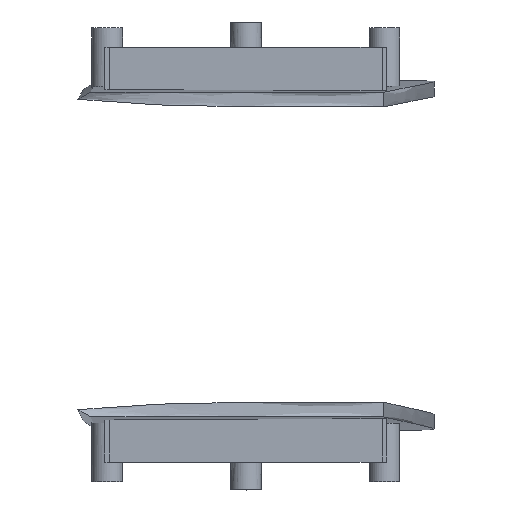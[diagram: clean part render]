
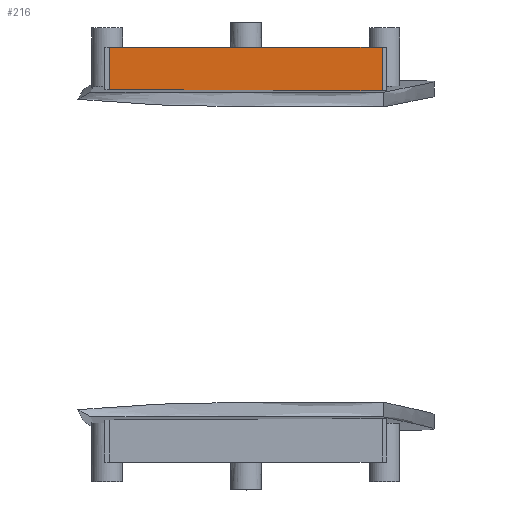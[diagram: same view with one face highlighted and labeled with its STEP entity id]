
A CAD part, top view. The second image highlights one B-rep face of the part: STEP entity #216.
In plain terms, the highlighted planar face has unit normal (0, 0, 1).
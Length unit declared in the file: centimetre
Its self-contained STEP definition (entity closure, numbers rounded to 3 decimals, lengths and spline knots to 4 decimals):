
#216=ADVANCED_FACE('',(#416),#2769,.T.);
#416=FACE_OUTER_BOUND('',#616,.T.);
#616=EDGE_LOOP('',(#920,#921,#922,#923));
#920=ORIENTED_EDGE('',*,*,#1699,.F.);
#921=ORIENTED_EDGE('',*,*,#1698,.F.);
#922=ORIENTED_EDGE('',*,*,#1697,.F.);
#923=ORIENTED_EDGE('',*,*,#1696,.F.);
#1696=EDGE_CURVE('',#2468,#2469,#2106,.T.);
#1697=EDGE_CURVE('',#2469,#2470,#2107,.T.);
#1698=EDGE_CURVE('',#2470,#2471,#2108,.T.);
#1699=EDGE_CURVE('',#2471,#2468,#2109,.T.);
#2106=B_SPLINE_CURVE_WITH_KNOTS('',1,(#4189,#4190),.UNSPECIFIED.,.F.,.F.,
(2,2),(0.,1.),.UNSPECIFIED.);
#2107=B_SPLINE_CURVE_WITH_KNOTS('',1,(#4191,#4192),.UNSPECIFIED.,.F.,.F.,
(2,2),(0.1323,1.1984),.UNSPECIFIED.);
#2108=B_SPLINE_CURVE_WITH_KNOTS('',1,(#4193,#4194),.UNSPECIFIED.,.F.,.F.,
(2,2),(-1.,0.),.UNSPECIFIED.);
#2109=B_SPLINE_CURVE_WITH_KNOTS('',1,(#4195,#4196),.UNSPECIFIED.,.F.,.F.,
(2,2),(-1.1984,-0.1323),.UNSPECIFIED.);
#2468=VERTEX_POINT('',#4181);
#2469=VERTEX_POINT('',#4182);
#2470=VERTEX_POINT('',#4183);
#2471=VERTEX_POINT('',#4184);
#2769=PLANE('',#2989);
#2989=AXIS2_PLACEMENT_3D('',#4175,#3158,$);
#3158=DIRECTION('',(0.,0.,1.));
#4175=CARTESIAN_POINT('',(-378.1843,432.214,-10.4077));
#4181=CARTESIAN_POINT('',(-378.1843,431.3231,-10.4077));
#4182=CARTESIAN_POINT('',(-383.748,431.3479,-10.4077));
#4183=CARTESIAN_POINT('',(-383.748,432.214,-10.4077));
#4184=CARTESIAN_POINT('',(-378.1843,432.214,-10.4077));
#4189=CARTESIAN_POINT('',(-378.1843,431.3231,-10.4077));
#4190=CARTESIAN_POINT('',(-383.748,431.3479,-10.4077));
#4191=CARTESIAN_POINT('',(-383.748,431.3479,-10.4077));
#4192=CARTESIAN_POINT('',(-383.748,432.214,-10.4077));
#4193=CARTESIAN_POINT('',(-383.748,432.214,-10.4077));
#4194=CARTESIAN_POINT('',(-378.1843,432.214,-10.4077));
#4195=CARTESIAN_POINT('',(-378.1843,432.214,-10.4077));
#4196=CARTESIAN_POINT('',(-378.1843,431.3231,-10.4077));
